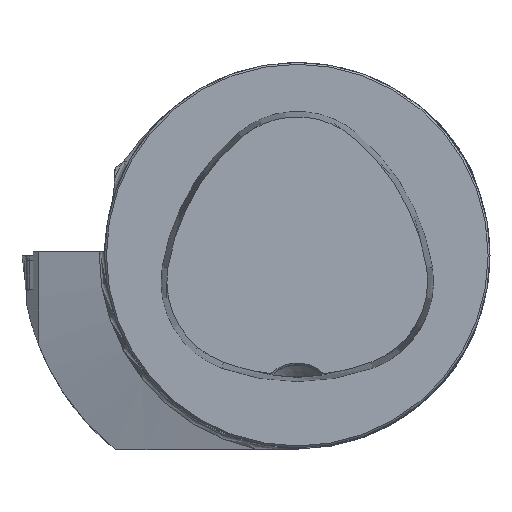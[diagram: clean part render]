
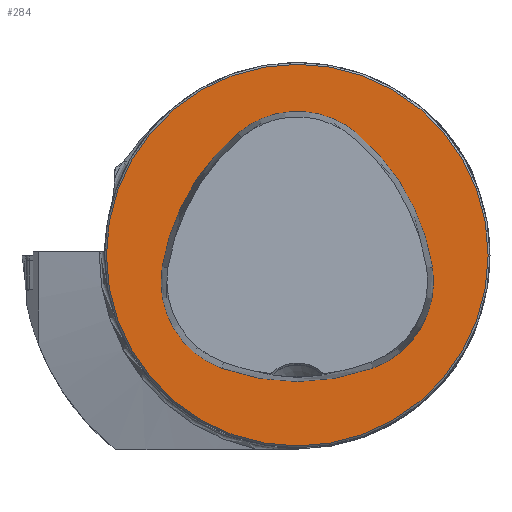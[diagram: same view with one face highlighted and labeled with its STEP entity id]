
A CAD part, top view. The second image highlights one B-rep face of the part: STEP entity #284.
In plain terms, the highlighted planar face has unit normal (0, 0, 1).
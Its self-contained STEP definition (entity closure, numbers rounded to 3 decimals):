
#121=FACE_BOUND('',#620,.T.);
#122=FACE_BOUND('',#621,.T.);
#221=CIRCLE('',#2651,36.075);
#223=CIRCLE('',#2654,36.075);
#224=CIRCLE('',#2655,15.075);
#225=CIRCLE('',#2656,36.075);
#226=CIRCLE('',#2657,15.075);
#227=CIRCLE('',#2658,15.075);
#228=CIRCLE('',#2659,31.2);
#284=ADVANCED_FACE('CU_FL_N1_SU_1',(#121,#122),#416,.T.);
#416=PLANE('',#2660);
#620=EDGE_LOOP('',(#1035,#1036,#1037,#1038,#1039,#1040));
#621=EDGE_LOOP('',(#1041));
#1035=ORIENTED_EDGE('',*,*,#1977,.F.);
#1036=ORIENTED_EDGE('',*,*,#1978,.F.);
#1037=ORIENTED_EDGE('',*,*,#1979,.F.);
#1038=ORIENTED_EDGE('',*,*,#1980,.F.);
#1039=ORIENTED_EDGE('',*,*,#1974,.F.);
#1040=ORIENTED_EDGE('',*,*,#1981,.F.);
#1041=ORIENTED_EDGE('',*,*,#1982,.T.);
#1724=VERTEX_POINT('',#4139);
#1725=VERTEX_POINT('',#4141);
#1727=VERTEX_POINT('',#4147);
#1728=VERTEX_POINT('',#4148);
#1729=VERTEX_POINT('',#4150);
#1730=VERTEX_POINT('',#4152);
#1731=VERTEX_POINT('',#4156);
#1974=EDGE_CURVE('',#1724,#1725,#221,.T.);
#1977=EDGE_CURVE('',#1727,#1728,#223,.T.);
#1978=EDGE_CURVE('',#1729,#1727,#224,.T.);
#1979=EDGE_CURVE('',#1730,#1729,#225,.T.);
#1980=EDGE_CURVE('',#1725,#1730,#226,.T.);
#1981=EDGE_CURVE('',#1728,#1724,#227,.T.);
#1982=EDGE_CURVE('',#1731,#1731,#228,.T.);
#2651=AXIS2_PLACEMENT_3D('',#4140,#2995,#2996);
#2654=AXIS2_PLACEMENT_3D('',#4146,#3002,#3003);
#2655=AXIS2_PLACEMENT_3D('',#4149,#3004,#3005);
#2656=AXIS2_PLACEMENT_3D('',#4151,#3006,#3007);
#2657=AXIS2_PLACEMENT_3D('',#4153,#3008,#3009);
#2658=AXIS2_PLACEMENT_3D('',#4154,#3010,#3011);
#2659=AXIS2_PLACEMENT_3D('',#4155,#3012,#3013);
#2660=AXIS2_PLACEMENT_3D('',#4157,#3014,#3015);
#2995=DIRECTION('',(0.,0.,1.));
#2996=DIRECTION('',(1.,0.,0.));
#3002=DIRECTION('',(0.,0.,1.));
#3003=DIRECTION('',(1.,0.,0.));
#3004=DIRECTION('',(0.,0.,1.));
#3005=DIRECTION('',(1.,0.,0.));
#3006=DIRECTION('',(0.,0.,1.));
#3007=DIRECTION('',(1.,0.,0.));
#3008=DIRECTION('',(0.,0.,1.));
#3009=DIRECTION('',(1.,0.,0.));
#3010=DIRECTION('',(0.,0.,1.));
#3011=DIRECTION('',(1.,0.,0.));
#3012=DIRECTION('',(0.,0.,1.));
#3013=DIRECTION('',(1.,0.,0.));
#3014=DIRECTION('',(0.,0.,1.));
#3015=DIRECTION('',(1.,0.,0.));
#4139=CARTESIAN_POINT('',(-12.368,-18.489,0.));
#4140=CARTESIAN_POINT('',(0.,15.4,0.));
#4141=CARTESIAN_POINT('',(12.368,-18.489,0.));
#4146=CARTESIAN_POINT('',(13.535,-7.656,0.));
#4147=CARTESIAN_POINT('',(-9.716,19.927,0.));
#4148=CARTESIAN_POINT('',(-22.084,-1.937,0.));
#4149=CARTESIAN_POINT('',(0.,8.4,0.));
#4150=CARTESIAN_POINT('',(9.716,19.927,0.));
#4151=CARTESIAN_POINT('',(-13.535,-7.656,0.));
#4152=CARTESIAN_POINT('',(22.084,-1.937,0.));
#4153=CARTESIAN_POINT('',(7.2,-4.327,0.));
#4154=CARTESIAN_POINT('',(-7.2,-4.327,0.));
#4155=CARTESIAN_POINT('',(0.,0.,0.));
#4156=CARTESIAN_POINT('',(31.2,0.,0.));
#4157=CARTESIAN_POINT('',(0.,0.,0.));
